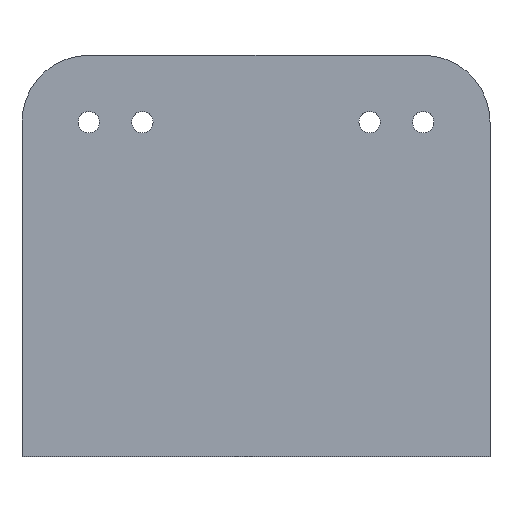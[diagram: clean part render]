
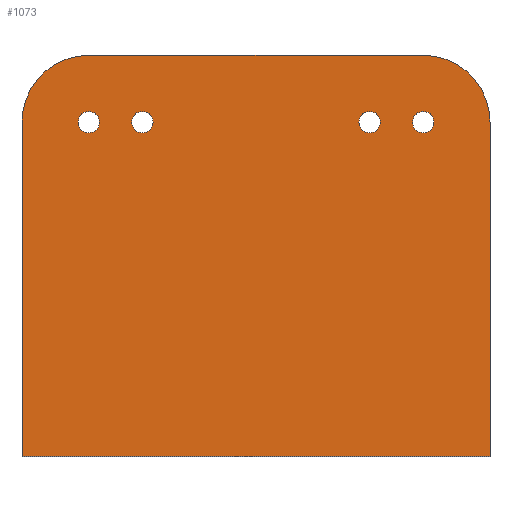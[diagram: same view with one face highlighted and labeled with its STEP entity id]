
A CAD part, top view. The second image highlights one B-rep face of the part: STEP entity #1073.
In plain terms, the highlighted planar face has unit normal (0, 0, 1).
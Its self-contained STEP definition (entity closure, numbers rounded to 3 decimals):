
#19 = AXIS2_PLACEMENT_3D ( 'NONE', #493, #738, #77 ) ;
#24 = EDGE_CURVE ( 'NONE', #521, #188, #712, .T. ) ;
#34 = CARTESIAN_POINT ( 'NONE',  ( 0., 0., 0. ) ) ;
#35 = AXIS2_PLACEMENT_3D ( 'NONE', #915, #1012, #835 ) ;
#38 = ORIENTED_EDGE ( 'NONE', *, *, #571, .T. ) ;
#48 = CARTESIAN_POINT ( 'NONE',  ( 60., 50., 0. ) ) ;
#58 = CARTESIAN_POINT ( 'NONE',  ( 0., 60., 0. ) ) ;
#66 = DIRECTION ( 'NONE',  ( -1., 0., 0. ) ) ;
#67 = AXIS2_PLACEMENT_3D ( 'NONE', #667, #1008, #1020 ) ;
#77 = DIRECTION ( 'NONE',  ( -1., 0., 0. ) ) ;
#98 = CIRCLE ( 'NONE', #517, 1.6 ) ;
#103 = EDGE_CURVE ( 'NONE', #1023, #264, #500, .T. ) ;
#115 = EDGE_CURVE ( 'NONE', #297, #188, #701, .T. ) ;
#118 = CARTESIAN_POINT ( 'NONE',  ( 0., 0., 0. ) ) ;
#121 = CIRCLE ( 'NONE', #67, 1.6 ) ;
#124 = ORIENTED_EDGE ( 'NONE', *, *, #115, .F. ) ;
#133 = ORIENTED_EDGE ( 'NONE', *, *, #901, .F. ) ;
#144 = ORIENTED_EDGE ( 'NONE', *, *, #927, .F. ) ;
#146 = PLANE ( 'NONE',  #345 ) ;
#150 = EDGE_LOOP ( 'NONE', ( #529, #193, #38, #501, #124, #581 ) ) ;
#155 = CARTESIAN_POINT ( 'NONE',  ( 8.4, 50., 0. ) ) ;
#183 = DIRECTION ( 'NONE',  ( 0., 0., 1. ) ) ;
#188 = VERTEX_POINT ( 'NONE', #578 ) ;
#193 = ORIENTED_EDGE ( 'NONE', *, *, #754, .T. ) ;
#207 = DIRECTION ( 'NONE',  ( 0., 0., 1. ) ) ;
#215 = CARTESIAN_POINT ( 'NONE',  ( 10., 50., 0. ) ) ;
#217 = AXIS2_PLACEMENT_3D ( 'NONE', #48, #603, #619 ) ;
#221 = EDGE_CURVE ( 'NONE', #456, #356, #639, .T. ) ;
#224 = FACE_OUTER_BOUND ( 'NONE', #150, .T. ) ;
#229 = FACE_BOUND ( 'NONE', #780, .T. ) ;
#230 = DIRECTION ( 'NONE',  ( 1., 0., 0. ) ) ;
#241 = CIRCLE ( 'NONE', #992, 1.6 ) ;
#247 = CARTESIAN_POINT ( 'NONE',  ( 60., 50., 0. ) ) ;
#250 = VECTOR ( 'NONE', #461, 1000. ) ;
#253 = ORIENTED_EDGE ( 'NONE', *, *, #834, .F. ) ;
#263 = CARTESIAN_POINT ( 'NONE',  ( 10., 60., 0. ) ) ;
#264 = VERTEX_POINT ( 'NONE', #155 ) ;
#267 = EDGE_CURVE ( 'NONE', #356, #456, #957, .T. ) ;
#280 = DIRECTION ( 'NONE',  ( 1., 0., 0. ) ) ;
#285 = DIRECTION ( 'NONE',  ( 0., -1., 0. ) ) ;
#290 = VERTEX_POINT ( 'NONE', #327 ) ;
#297 = VERTEX_POINT ( 'NONE', #1000 ) ;
#327 = CARTESIAN_POINT ( 'NONE',  ( 0., 50., 0. ) ) ;
#337 = ORIENTED_EDGE ( 'NONE', *, *, #734, .F. ) ;
#345 = AXIS2_PLACEMENT_3D ( 'NONE', #1075, #989, #66 ) ;
#356 = VERTEX_POINT ( 'NONE', #762 ) ;
#376 = EDGE_LOOP ( 'NONE', ( #419, #337 ) ) ;
#393 = FACE_BOUND ( 'NONE', #987, .T. ) ;
#404 = DIRECTION ( 'NONE',  ( 1., 0., 0. ) ) ;
#406 = DIRECTION ( 'NONE',  ( -1., 0., 0. ) ) ;
#407 = VERTEX_POINT ( 'NONE', #263 ) ;
#419 = ORIENTED_EDGE ( 'NONE', *, *, #103, .F. ) ;
#422 = EDGE_CURVE ( 'NONE', #744, #520, #121, .T. ) ;
#428 = AXIS2_PLACEMENT_3D ( 'NONE', #215, #1055, #784 ) ;
#448 = DIRECTION ( 'NONE',  ( 0., -1., 0. ) ) ;
#453 = CARTESIAN_POINT ( 'NONE',  ( 60., 50., 0. ) ) ;
#456 = VERTEX_POINT ( 'NONE', #611 ) ;
#461 = DIRECTION ( 'NONE',  ( 1., 0., 0. ) ) ;
#464 = CARTESIAN_POINT ( 'NONE',  ( 16.4, 50., 0. ) ) ;
#469 = CARTESIAN_POINT ( 'NONE',  ( 0., 10., 0. ) ) ;
#483 = FACE_BOUND ( 'NONE', #376, .T. ) ;
#493 = CARTESIAN_POINT ( 'NONE',  ( 52., 50., 0. ) ) ;
#496 = VERTEX_POINT ( 'NONE', #777 ) ;
#501 = ORIENTED_EDGE ( 'NONE', *, *, #24, .T. ) ;
#500 = CIRCLE ( 'NONE', #428, 1.6 ) ;
#515 = VECTOR ( 'NONE', #285, 1000. ) ;
#517 = AXIS2_PLACEMENT_3D ( 'NONE', #950, #776, #280 ) ;
#520 = VERTEX_POINT ( 'NONE', #464 ) ;
#521 = VERTEX_POINT ( 'NONE', #34 ) ;
#522 = DIRECTION ( 'NONE',  ( -1., 0., 0. ) ) ;
#529 = ORIENTED_EDGE ( 'NONE', *, *, #1040, .F. ) ;
#530 = EDGE_CURVE ( 'NONE', #297, #854, #814, .T. ) ;
#553 = AXIS2_PLACEMENT_3D ( 'NONE', #247, #183, #522 ) ;
#555 = CIRCLE ( 'NONE', #217, 1.6 ) ;
#564 = ORIENTED_EDGE ( 'NONE', *, *, #267, .F. ) ;
#566 = FACE_BOUND ( 'NONE', #994, .T. ) ;
#567 = CARTESIAN_POINT ( 'NONE',  ( 58.4, 50., 0. ) ) ;
#571 = EDGE_CURVE ( 'NONE', #290, #521, #710, .T. ) ;
#578 = CARTESIAN_POINT ( 'NONE',  ( 70., 0., 0. ) ) ;
#581 = ORIENTED_EDGE ( 'NONE', *, *, #530, .T. ) ;
#603 = DIRECTION ( 'NONE',  ( 0., 0., 1. ) ) ;
#611 = CARTESIAN_POINT ( 'NONE',  ( 53.6, 50., 0. ) ) ;
#619 = DIRECTION ( 'NONE',  ( -1., 0., 0. ) ) ;
#639 = CIRCLE ( 'NONE', #904, 1.6 ) ;
#647 = DIRECTION ( 'NONE',  ( 0., 0., 1. ) ) ;
#660 = AXIS2_PLACEMENT_3D ( 'NONE', #453, #207, #716 ) ;
#667 = CARTESIAN_POINT ( 'NONE',  ( 18., 50., 0. ) ) ;
#701 = LINE ( 'NONE', #1038, #515 ) ;
#710 = LINE ( 'NONE', #469, #865 ) ;
#712 = LINE ( 'NONE', #118, #250 ) ;
#716 = DIRECTION ( 'NONE',  ( -1., 0., 0. ) ) ;
#734 = EDGE_CURVE ( 'NONE', #264, #1023, #241, .T. ) ;
#738 = DIRECTION ( 'NONE',  ( 0., 0., 1. ) ) ;
#740 = VERTEX_POINT ( 'NONE', #567 ) ;
#743 = DIRECTION ( 'NONE',  ( 0., 0., 1. ) ) ;
#744 = VERTEX_POINT ( 'NONE', #999 ) ;
#754 = EDGE_CURVE ( 'NONE', #407, #290, #1065, .T. ) ;
#762 = CARTESIAN_POINT ( 'NONE',  ( 50.4, 50., 0. ) ) ;
#776 = DIRECTION ( 'NONE',  ( 0., 0., 1. ) ) ;
#777 = CARTESIAN_POINT ( 'NONE',  ( 61.6, 50., 0. ) ) ;
#780 = EDGE_LOOP ( 'NONE', ( #917, #564 ) ) ;
#784 = DIRECTION ( 'NONE',  ( 1., 0., 0. ) ) ;
#814 = CIRCLE ( 'NONE', #660, 10. ) ;
#826 = CARTESIAN_POINT ( 'NONE',  ( 52., 50., 0. ) ) ;
#834 = EDGE_CURVE ( 'NONE', #740, #496, #911, .T. ) ;
#835 = DIRECTION ( 'NONE',  ( -1., 0., 0. ) ) ;
#843 = ORIENTED_EDGE ( 'NONE', *, *, #422, .F. ) ;
#854 = VERTEX_POINT ( 'NONE', #995 ) ;
#865 = VECTOR ( 'NONE', #448, 1000. ) ;
#894 = LINE ( 'NONE', #58, #932 ) ;
#901 = EDGE_CURVE ( 'NONE', #520, #744, #98, .T. ) ;
#904 = AXIS2_PLACEMENT_3D ( 'NONE', #826, #743, #406 ) ;
#905 = CARTESIAN_POINT ( 'NONE',  ( 10., 50., 0. ) ) ;
#911 = CIRCLE ( 'NONE', #553, 1.6 ) ;
#915 = CARTESIAN_POINT ( 'NONE',  ( 10., 50., 0. ) ) ;
#917 = ORIENTED_EDGE ( 'NONE', *, *, #221, .F. ) ;
#927 = EDGE_CURVE ( 'NONE', #496, #740, #555, .T. ) ;
#932 = VECTOR ( 'NONE', #404, 1000. ) ;
#950 = CARTESIAN_POINT ( 'NONE',  ( 18., 50., 0. ) ) ;
#957 = CIRCLE ( 'NONE', #19, 1.6 ) ;
#987 = EDGE_LOOP ( 'NONE', ( #144, #253 ) ) ;
#989 = DIRECTION ( 'NONE',  ( 0., 0., -1. ) ) ;
#992 = AXIS2_PLACEMENT_3D ( 'NONE', #905, #647, #230 ) ;
#994 = EDGE_LOOP ( 'NONE', ( #843, #133 ) ) ;
#995 = CARTESIAN_POINT ( 'NONE',  ( 60., 60., 0. ) ) ;
#999 = CARTESIAN_POINT ( 'NONE',  ( 19.6, 50., 0. ) ) ;
#1000 = CARTESIAN_POINT ( 'NONE',  ( 70., 50., 0. ) ) ;
#1008 = DIRECTION ( 'NONE',  ( 0., 0., 1. ) ) ;
#1012 = DIRECTION ( 'NONE',  ( 0., 0., 1. ) ) ;
#1020 = DIRECTION ( 'NONE',  ( 1., 0., 0. ) ) ;
#1023 = VERTEX_POINT ( 'NONE', #1024 ) ;
#1024 = CARTESIAN_POINT ( 'NONE',  ( 11.6, 50., 0. ) ) ;
#1038 = CARTESIAN_POINT ( 'NONE',  ( 70., 10., 0. ) ) ;
#1040 = EDGE_CURVE ( 'NONE', #407, #854, #894, .T. ) ;
#1055 = DIRECTION ( 'NONE',  ( 0., 0., 1. ) ) ;
#1065 = CIRCLE ( 'NONE', #35, 10. ) ;
#1073 = ADVANCED_FACE ( 'NONE', ( #483, #566, #229, #393, #224 ), #146, .F. ) ;
#1075 = CARTESIAN_POINT ( 'NONE',  ( 0., 10., 0. ) ) ;
